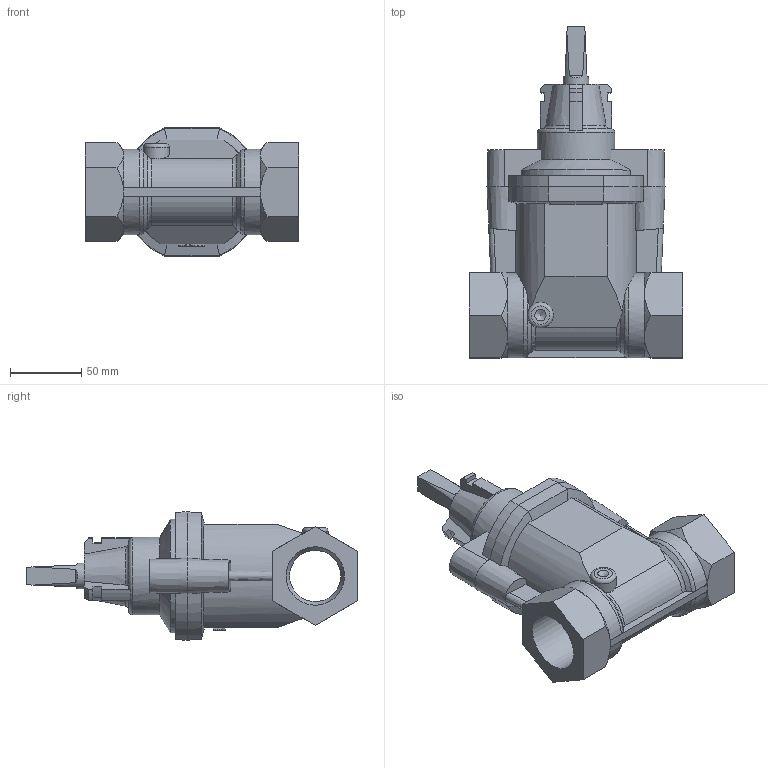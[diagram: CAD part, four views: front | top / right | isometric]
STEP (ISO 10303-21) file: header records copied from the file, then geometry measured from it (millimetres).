
FILE_DESCRIPTION (( 'STEP AP203' ), '1' );
FILE_NAME ('O_03_00_DN050_X0X_AA0.step', '2017-10-16T09:03:34', ( 'Windows User' ), ( 'AVK' ), 'SwSTEP 2.0', 'SolidWorks 2012', '' );
FILE_SCHEMA (( 'CONFIG_CONTROL_DESIGN' ));
Length unit declared in the file: inch
Products named in the file (1): O_03_00_DN050_X0X_AA0
Bounding box: 150 x 233 x 90 mm (x, y, z)
Volume: 871332.3 mm3; surface area: 95770.6 mm2
Topology: 1 solids, 1 shells, 238 faces, 651 edges, 420 vertices
Faces by surface type: plane 114, cylinder 64, cone 45, torus 13, bspline 2
Full cylindrical faces by diameter (mm): 18 x2, 35.988 x1, 41 x2, 54.5 x1
Entity records: 8146 total; most frequent: CARTESIAN_POINT 2310, ORIENTED_EDGE 1270, DIRECTION 1133, EDGE_CURVE 635, AXIS2_PLACEMENT_3D 424, VERTEX_POINT 415, VECTOR 285, LINE 285
